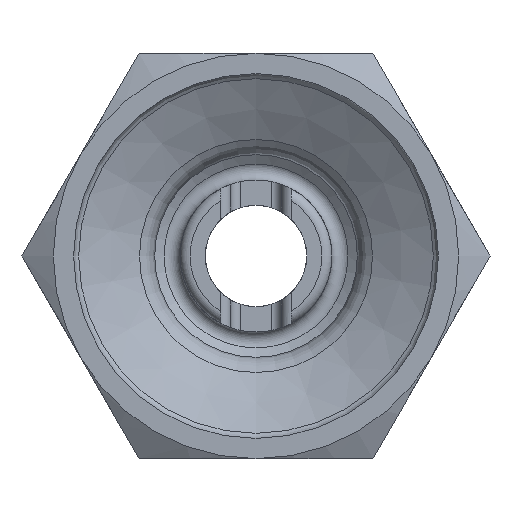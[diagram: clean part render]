
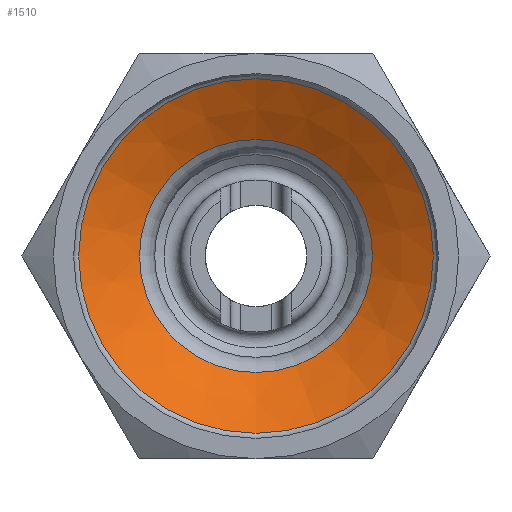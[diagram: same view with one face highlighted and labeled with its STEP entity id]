
A CAD part, front view. The second image highlights one B-rep face of the part: STEP entity #1510.
In plain terms, the highlighted conical face has half-angle 60 degrees and reference radius 3.5 mm.
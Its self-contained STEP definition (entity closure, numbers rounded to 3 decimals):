
#29=CONICAL_SURFACE('',#1615,3.5,1.047);
#77=CIRCLE('',#1614,3.5);
#78=CIRCLE('',#1616,2.3);
#281=ORIENTED_EDGE('',*,*,#504,.F.);
#282=ORIENTED_EDGE('',*,*,#503,.T.);
#503=EDGE_CURVE('',#611,#611,#77,.T.);
#504=EDGE_CURVE('',#612,#612,#78,.T.);
#611=VERTEX_POINT('',#2251);
#612=VERTEX_POINT('',#2254);
#795=EDGE_LOOP('',(#281));
#796=EDGE_LOOP('',(#282));
#897=FACE_BOUND('',#795,.T.);
#898=FACE_BOUND('',#796,.T.);
#1510=ADVANCED_FACE('',(#897,#898),#29,.F.);
#1614=AXIS2_PLACEMENT_3D('',#2250,#1839,#1840);
#1615=AXIS2_PLACEMENT_3D('',#2252,#1841,#1842);
#1616=AXIS2_PLACEMENT_3D('',#2253,#1843,#1844);
#1839=DIRECTION('',(0.,-1.,0.));
#1840=DIRECTION('',(0.,0.,-1.));
#1841=DIRECTION('',(0.,-1.,0.));
#1842=DIRECTION('',(0.,0.,-1.));
#1843=DIRECTION('',(0.,-1.,0.));
#1844=DIRECTION('',(0.,0.,-1.));
#2250=CARTESIAN_POINT('',(0.,0.288,0.));
#2251=CARTESIAN_POINT('',(0.,0.288,-3.5));
#2252=CARTESIAN_POINT('',(0.,0.288,0.));
#2253=CARTESIAN_POINT('',(0.,0.98,0.));
#2254=CARTESIAN_POINT('',(0.,0.98,-2.3));
